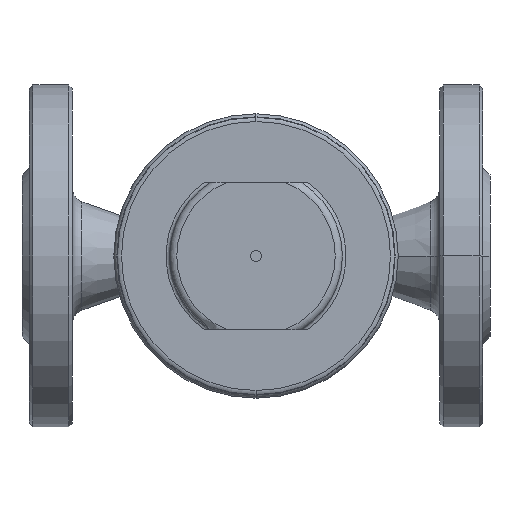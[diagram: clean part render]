
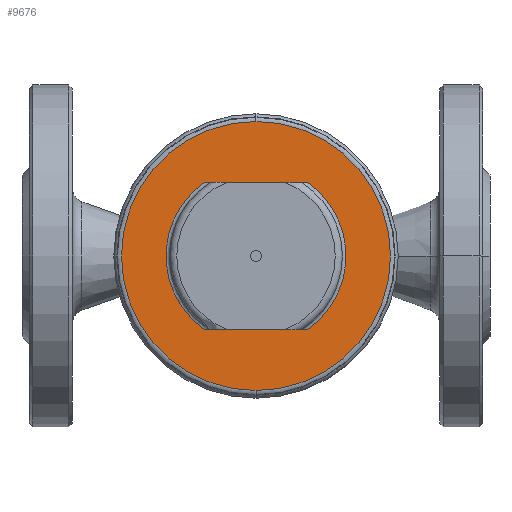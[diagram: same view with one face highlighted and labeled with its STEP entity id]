
A CAD part, front view. The second image highlights one B-rep face of the part: STEP entity #9676.
In plain terms, the highlighted planar face has unit normal (0, -1, 0).
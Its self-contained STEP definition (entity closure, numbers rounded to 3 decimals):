
#273 = CARTESIAN_POINT ( 'NONE',  ( -40., -56.5, -20.5 ) ) ;
#445 = ORIENTED_EDGE ( 'NONE', *, *, #1053, .T. ) ;
#546 = DIRECTION ( 'NONE',  ( 0., 1., 0. ) ) ;
#726 = VERTEX_POINT ( 'NONE', #3459 ) ;
#745 = DIRECTION ( 'NONE',  ( 0., 0., -1. ) ) ;
#1053 = EDGE_CURVE ( 'NONE', #6260, #1422, #8757, .T. ) ;
#1422 = VERTEX_POINT ( 'NONE', #9399 ) ;
#1875 = AXIS2_PLACEMENT_3D ( 'NONE', #11809, #4504, #3504 ) ;
#2017 = LINE ( 'NONE', #273, #12760 ) ;
#2494 = EDGE_CURVE ( 'NONE', #726, #12471, #7390, .T. ) ;
#2733 = VECTOR ( 'NONE', #12947, 1000. ) ;
#2771 = PLANE ( 'NONE',  #4519 ) ;
#2823 = ORIENTED_EDGE ( 'NONE', *, *, #5030, .F. ) ;
#2897 = EDGE_LOOP ( 'NONE', ( #2823, #8178 ) ) ;
#2899 = DIRECTION ( 'NONE',  ( 0., 0., -1. ) ) ;
#2913 = DIRECTION ( 'NONE',  ( 0., 1., 0. ) ) ;
#2951 = CARTESIAN_POINT ( 'NONE',  ( 0., -56.5, 0. ) ) ;
#3459 = CARTESIAN_POINT ( 'NONE',  ( 0., -56.5, 37.369 ) ) ;
#3504 = DIRECTION ( 'NONE',  ( 0., 0., -1. ) ) ;
#3525 = FACE_BOUND ( 'NONE', #13388, .T. ) ;
#3912 = DIRECTION ( 'NONE',  ( 0., 1., 0. ) ) ;
#4504 = DIRECTION ( 'NONE',  ( 0., 1., 0. ) ) ;
#4519 = AXIS2_PLACEMENT_3D ( 'NONE', #11110, #6865, #745 ) ;
#4780 = AXIS2_PLACEMENT_3D ( 'NONE', #6664, #546, #7733 ) ;
#5030 = EDGE_CURVE ( 'NONE', #12471, #726, #13108, .T. ) ;
#5546 = ORIENTED_EDGE ( 'NONE', *, *, #5787, .F. ) ;
#5724 = LINE ( 'NONE', #11877, #2733 ) ;
#5787 = EDGE_CURVE ( 'NONE', #6260, #10685, #2017, .T. ) ;
#6026 = AXIS2_PLACEMENT_3D ( 'NONE', #10173, #3912, #11240 ) ;
#6196 = CIRCLE ( 'NONE', #6026, 25. ) ;
#6220 = CARTESIAN_POINT ( 'NONE',  ( -14.309, -56.5, -20.5 ) ) ;
#6260 = VERTEX_POINT ( 'NONE', #6220 ) ;
#6440 = VERTEX_POINT ( 'NONE', #13177 ) ;
#6664 = CARTESIAN_POINT ( 'NONE',  ( 0., -56.5, 0. ) ) ;
#6865 = DIRECTION ( 'NONE',  ( 0., 1., 0. ) ) ;
#7390 = CIRCLE ( 'NONE', #11021, 37.369 ) ;
#7469 = DIRECTION ( 'NONE',  ( 1., 0., 0. ) ) ;
#7733 = DIRECTION ( 'NONE',  ( 0., 0., -1. ) ) ;
#8178 = ORIENTED_EDGE ( 'NONE', *, *, #2494, .F. ) ;
#8392 = FACE_OUTER_BOUND ( 'NONE', #2897, .T. ) ;
#8757 = CIRCLE ( 'NONE', #1875, 25. ) ;
#9070 = CARTESIAN_POINT ( 'NONE',  ( 0., -56.5, -37.369 ) ) ;
#9399 = CARTESIAN_POINT ( 'NONE',  ( -14.309, -56.5, 20.5 ) ) ;
#9640 = ORIENTED_EDGE ( 'NONE', *, *, #10049, .F. ) ;
#9676 = ADVANCED_FACE ( 'NONE', ( #3525, #8392 ), #2771, .F. ) ;
#10049 = EDGE_CURVE ( 'NONE', #6440, #1422, #5724, .T. ) ;
#10173 = CARTESIAN_POINT ( 'NONE',  ( 0., -56.5, 0. ) ) ;
#10685 = VERTEX_POINT ( 'NONE', #10893 ) ;
#10893 = CARTESIAN_POINT ( 'NONE',  ( 14.309, -56.5, -20.5 ) ) ;
#11021 = AXIS2_PLACEMENT_3D ( 'NONE', #2951, #2913, #2899 ) ;
#11110 = CARTESIAN_POINT ( 'NONE',  ( 37.369, -56.5, 0. ) ) ;
#11240 = DIRECTION ( 'NONE',  ( 0., 0., -1. ) ) ;
#11655 = EDGE_CURVE ( 'NONE', #6440, #10685, #6196, .T. ) ;
#11701 = ORIENTED_EDGE ( 'NONE', *, *, #11655, .T. ) ;
#11809 = CARTESIAN_POINT ( 'NONE',  ( 0., -56.5, 0. ) ) ;
#11877 = CARTESIAN_POINT ( 'NONE',  ( -40., -56.5, 20.5 ) ) ;
#12471 = VERTEX_POINT ( 'NONE', #9070 ) ;
#12760 = VECTOR ( 'NONE', #7469, 1000. ) ;
#12947 = DIRECTION ( 'NONE',  ( -1., 0., 0. ) ) ;
#13108 = CIRCLE ( 'NONE', #4780, 37.369 ) ;
#13177 = CARTESIAN_POINT ( 'NONE',  ( 14.309, -56.5, 20.5 ) ) ;
#13388 = EDGE_LOOP ( 'NONE', ( #11701, #5546, #445, #9640 ) ) ;
